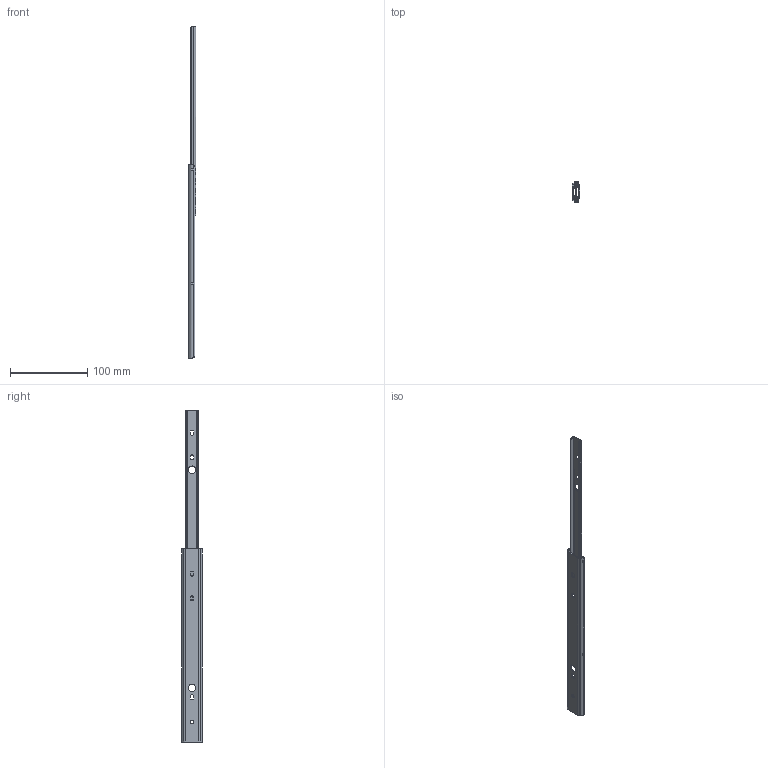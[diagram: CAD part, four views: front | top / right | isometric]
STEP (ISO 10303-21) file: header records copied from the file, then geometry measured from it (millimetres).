
FILE_DESCRIPTION(/* description */ ('Montage'),/* implementation_level */ '2;1');
FILE_NAME(/* name */ 'DZ2720-7025_3D-1.stp',/* time_stamp */ '2022-02-07T15:14:19+01:00',/* author */ ('twoell'),/* organization */ ('ACCURIDE International GmbH'),/* preprocessor_version */ 'ST-DEVELOPER v17',/* originating_system */ 'Autodesk Inventor 2018',/* authorisation */ '');
FILE_SCHEMA (('AUTOMOTIVE_DESIGN { 1 0 10303 214 3 1 1 }'));
Length unit declared in the file: millimetre
Products named in the file (5): DZ2720-7025_3D; 012720-7025_3D; 032720-7025_3D; 15000190-3D; 022720-7025_3D
Assembly tree (13 placements, depth 2):
  DZ2720-7025_3D
    012720-7025_3D
    032720-7025_3D
    15000190-3D  x10
    022720-7025_3D
Bounding box: 9.5 x 27.09 x 430 mm (x, y, z)
Volume: 23116.3 mm3; surface area: 36821.2 mm2
Topology: 13 solids, 13 shells, 286 faces, 870 edges, 570 vertices
Faces by surface type: plane 140, cylinder 124, bspline 12, sphere 10
Full cylindrical faces by diameter (mm): 4 x4, 4.3 x2, 10 x2
Entity records: 10548 total; most frequent: CARTESIAN_POINT 2532, ORIENTED_EDGE 1682, DIRECTION 1633, EDGE_CURVE 841, VERTEX_POINT 552, AXIS2_PLACEMENT_3D 550, LINE 533, VECTOR 533
